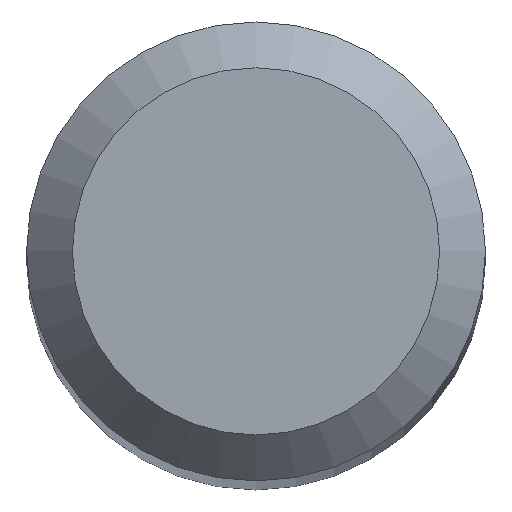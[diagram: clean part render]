
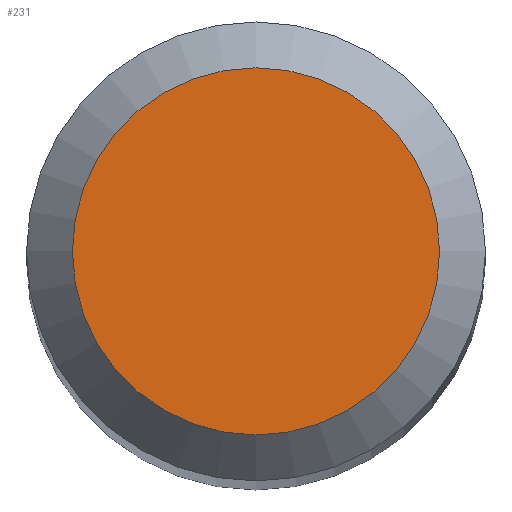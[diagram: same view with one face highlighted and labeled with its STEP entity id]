
A CAD part, top view. The second image highlights one B-rep face of the part: STEP entity #231.
In plain terms, the highlighted planar face has unit normal (0, 0, 1).
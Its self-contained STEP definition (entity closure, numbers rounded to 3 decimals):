
#1 = AXIS2_PLACEMENT_3D ( 'NONE', #240, #288, #160 ) ;
#15 = CARTESIAN_POINT ( 'NONE',  ( 0., 1.2, 61. ) ) ;
#24 = DIRECTION ( 'NONE',  ( 0., 0., -1. ) ) ;
#44 = CARTESIAN_POINT ( 'NONE',  ( 0., 0., 61. ) ) ;
#68 = AXIS2_PLACEMENT_3D ( 'NONE', #44, #24, #257 ) ;
#90 = VERTEX_POINT ( 'NONE', #15 ) ;
#99 = FACE_OUTER_BOUND ( 'NONE', #151, .T. ) ;
#138 = ORIENTED_EDGE ( 'NONE', *, *, #211, .F. ) ;
#151 = EDGE_LOOP ( 'NONE', ( #138 ) ) ;
#152 = CIRCLE ( 'NONE', #1, 1.2 ) ;
#160 = DIRECTION ( 'NONE',  ( 0., 1., 0. ) ) ;
#211 = EDGE_CURVE ( 'NONE', #90, #90, #152, .T. ) ;
#231 = ADVANCED_FACE ( 'NONE', ( #99 ), #287, .F. ) ;
#240 = CARTESIAN_POINT ( 'NONE',  ( 0., 0., 61. ) ) ;
#257 = DIRECTION ( 'NONE',  ( 0., 1., 0. ) ) ;
#287 = PLANE ( 'NONE',  #68 ) ;
#288 = DIRECTION ( 'NONE',  ( 0., 0., -1. ) ) ;
